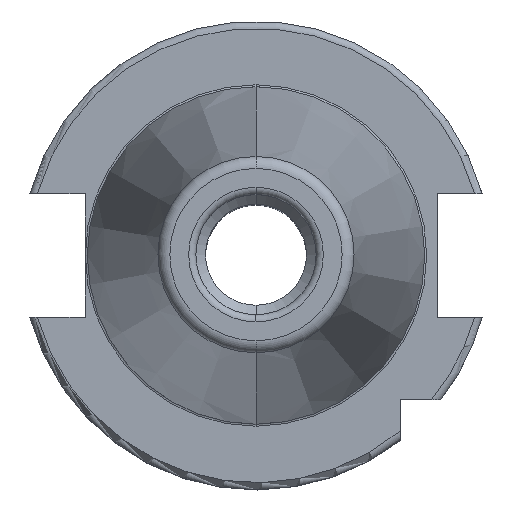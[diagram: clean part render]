
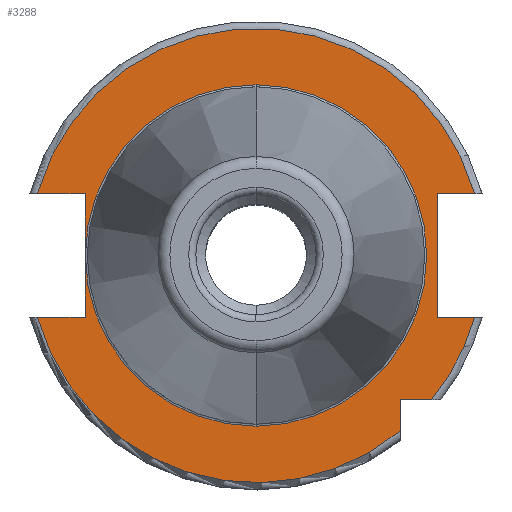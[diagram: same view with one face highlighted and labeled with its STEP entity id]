
A CAD part, top view. The second image highlights one B-rep face of the part: STEP entity #3288.
In plain terms, the highlighted planar face has unit normal (0, 0, 1).
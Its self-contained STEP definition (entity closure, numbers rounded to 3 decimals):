
#319=DIRECTION('',(1,0,0));
#320=VECTOR('',#319,9.969);
#321=CARTESIAN_POINT('',(-45.469,-12.85,15.9));
#322=LINE('',#321,#320);
#323=DIRECTION('',(0.,1,0));
#324=VECTOR('',#323,12.85);
#325=CARTESIAN_POINT('',(-35.5,-12.85,15.9));
#326=LINE('',#325,#324);
#327=DIRECTION('',(0.,1,0));
#328=VECTOR('',#327,12.85);
#329=CARTESIAN_POINT('',(-35.5,0,15.9));
#330=LINE('',#329,#328);
#331=DIRECTION('',(1,0,0));
#332=VECTOR('',#331,9.969);
#333=CARTESIAN_POINT('',(-45.469,12.85,15.9));
#334=LINE('',#333,#332);
#335=DIRECTION('',(-1,0,0));
#336=VECTOR('',#335,7.769);
#337=CARTESIAN_POINT('',(45.469,12.85,15.9));
#338=LINE('',#337,#336);
#339=DIRECTION('',(0,-1,0));
#340=VECTOR('',#339,25.7);
#341=CARTESIAN_POINT('',(37.7,12.85,15.9));
#342=LINE('',#341,#340);
#343=DIRECTION('',(-1,0,0));
#344=VECTOR('',#343,7.769);
#345=CARTESIAN_POINT('',(45.469,-12.85,15.9));
#346=LINE('',#345,#344);
#347=CARTESIAN_POINT('',(0,0,15.9));
#348=DIRECTION('',(0,0,1));
#349=DIRECTION('',(0.773,-0.635,0));
#350=AXIS2_PLACEMENT_3D('',#347,#348,#349);
#352=DIRECTION('',(-1,0,0));
#353=VECTOR('',#352,6.504);
#354=CARTESIAN_POINT('',(36.504,-30,15.9));
#355=LINE('',#354,#353);
#356=DIRECTION('',(0,1,0));
#357=VECTOR('',#356,6.504);
#358=CARTESIAN_POINT('',(30,-36.504,15.9));
#359=LINE('',#358,#357);
#360=CARTESIAN_POINT('',(0,0,15.9));
#361=DIRECTION('',(0,0,1));
#362=DIRECTION('',(0,1,0));
#363=AXIS2_PLACEMENT_3D('',#360,#361,#362);
#375=CARTESIAN_POINT('',(0,0,15.9));
#376=DIRECTION('',(0,0,1));
#377=DIRECTION('',(-1,0,0));
#378=AXIS2_PLACEMENT_3D('',#375,#376,#377);
#380=CARTESIAN_POINT('',(0,0,15.9));
#381=DIRECTION('',(0,0,-1));
#382=DIRECTION('',(0,1,0));
#383=AXIS2_PLACEMENT_3D('',#380,#381,#382);
#1989=CARTESIAN_POINT('',(0,0,15.9));
#1990=DIRECTION('',(0,0,1));
#1991=DIRECTION('',(0.962,0.272,0));
#1992=AXIS2_PLACEMENT_3D('',#1989,#1990,#1991);
#2040=CARTESIAN_POINT('',(0,0,15.9));
#2041=DIRECTION('',(0,0,1));
#2042=DIRECTION('',(-0.962,-0.272,0));
#2043=AXIS2_PLACEMENT_3D('',#2040,#2041,#2042);
#2475=CARTESIAN_POINT('',(0,35.5,15.9));
#2477=VERTEX_POINT('',#2475);
#2497=CARTESIAN_POINT('',(0,-35.5,15.9));
#2499=VERTEX_POINT('',#2497);
#2645=CARTESIAN_POINT('',(-45.469,-12.85,15.9));
#2646=CARTESIAN_POINT('',(-35.5,-12.85,15.9));
#2647=VERTEX_POINT('',#2645);
#2648=VERTEX_POINT('',#2646);
#2649=CARTESIAN_POINT('',(-35.5,0,15.9));
#2650=VERTEX_POINT('',#2649);
#2651=CARTESIAN_POINT('',(-35.5,12.85,15.9));
#2652=VERTEX_POINT('',#2651);
#2653=CARTESIAN_POINT('',(-45.469,12.85,15.9));
#2654=VERTEX_POINT('',#2653);
#2655=CARTESIAN_POINT('',(37.7,12.85,15.9));
#2656=CARTESIAN_POINT('',(37.7,-12.85,15.9));
#2657=VERTEX_POINT('',#2655);
#2658=VERTEX_POINT('',#2656);
#2659=CARTESIAN_POINT('',(45.469,-12.85,15.9));
#2660=VERTEX_POINT('',#2659);
#2661=CARTESIAN_POINT('',(45.469,12.85,15.9));
#2662=VERTEX_POINT('',#2661);
#2663=CARTESIAN_POINT('',(30,-36.504,15.9));
#2664=CARTESIAN_POINT('',(30,-30,15.9));
#2665=VERTEX_POINT('',#2663);
#2666=VERTEX_POINT('',#2664);
#2667=CARTESIAN_POINT('',(36.504,-30,15.9));
#2668=VERTEX_POINT('',#2667);
#3258=CARTESIAN_POINT('',(0,0,15.9));
#3259=DIRECTION('',(0,0,-1));
#3260=DIRECTION('',(0,-1,0));
#3261=AXIS2_PLACEMENT_3D('',#3258,#3259,#3260);
#3262=PLANE('',#3261);
#3263=ORIENTED_EDGE('',*,*,#3235,.T.);
#3264=ORIENTED_EDGE('',*,*,#2919,.T.);
#3266=ORIENTED_EDGE('',*,*,#3265,.T.);
#3268=ORIENTED_EDGE('',*,*,#3267,.F.);
#3270=ORIENTED_EDGE('',*,*,#3269,.T.);
#3271=ORIENTED_EDGE('',*,*,#2917,.T.);
#3272=ORIENTED_EDGE('',*,*,#2954,.F.);
#3274=ORIENTED_EDGE('',*,*,#3273,.F.);
#3276=ORIENTED_EDGE('',*,*,#3275,.T.);
#3278=ORIENTED_EDGE('',*,*,#3277,.T.);
#3279=ORIENTED_EDGE('',*,*,#3031,.F.);
#3281=ORIENTED_EDGE('',*,*,#3280,.F.);
#3282=ORIENTED_EDGE('',*,*,#3089,.T.);
#3283=ORIENTED_EDGE('',*,*,#3140,.F.);
#3285=ORIENTED_EDGE('',*,*,#3284,.F.);
#3286=EDGE_LOOP('',(#3263,#3264,#3266,#3268,#3270,#3271,#3272,#3274,#3276,#3278,
#3279,#3281,#3282,#3283,#3285));
#3287=FACE_OUTER_BOUND('',#3286,.F.);
#3288=ADVANCED_FACE('',(#3287),#3262,.F.);
#351=CIRCLE('',#350,47.25);
#364=CIRCLE('',#363,35.5);
#379=CIRCLE('',#378,35.5);
#384=CIRCLE('',#383,35.5);
#1993=CIRCLE('',#1992,47.25);
#2044=CIRCLE('',#2043,47.25);
#2917=EDGE_CURVE('',#2650,#2652,#330,.T.);
#2919=EDGE_CURVE('',#2648,#2650,#326,.T.);
#2954=EDGE_CURVE('',#2654,#2652,#334,.T.);
#3031=EDGE_CURVE('',#2660,#2658,#346,.T.);
#3089=EDGE_CURVE('',#2668,#2666,#355,.T.);
#3140=EDGE_CURVE('',#2665,#2666,#359,.T.);
#3235=EDGE_CURVE('',#2647,#2648,#322,.T.);
#3265=EDGE_CURVE('',#2650,#2499,#379,.T.);
#3267=EDGE_CURVE('',#2477,#2499,#384,.T.);
#3269=EDGE_CURVE('',#2477,#2650,#364,.T.);
#3273=EDGE_CURVE('',#2662,#2654,#1993,.T.);
#3275=EDGE_CURVE('',#2662,#2657,#338,.T.);
#3277=EDGE_CURVE('',#2657,#2658,#342,.T.);
#3280=EDGE_CURVE('',#2668,#2660,#351,.T.);
#3284=EDGE_CURVE('',#2647,#2665,#2044,.T.);
